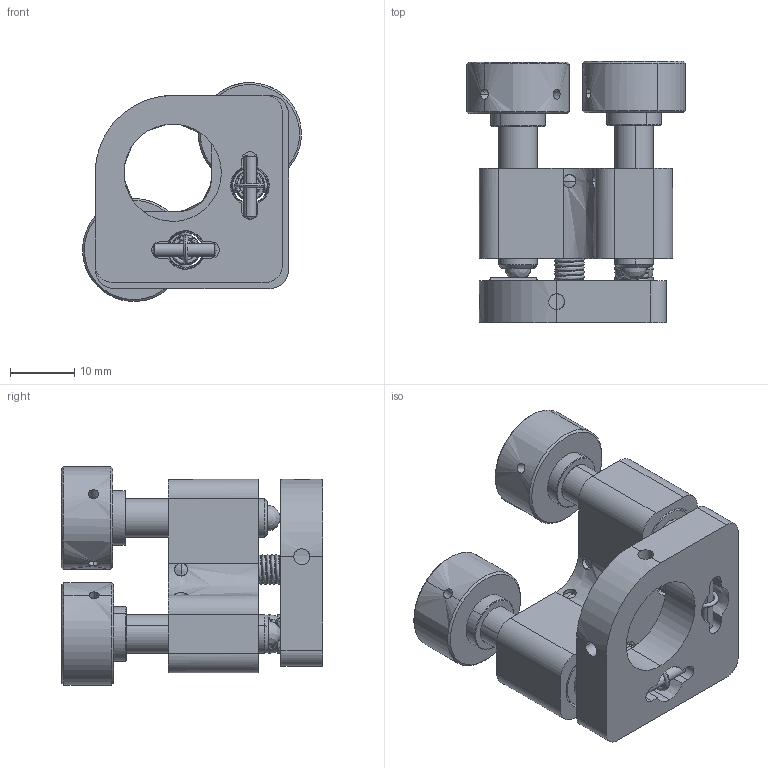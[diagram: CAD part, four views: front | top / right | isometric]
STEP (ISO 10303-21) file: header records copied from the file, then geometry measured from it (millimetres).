
FILE_DESCRIPTION(/* description */ (''),/* implementation_level */ '2;1');
FILE_NAME(/* name */ 'MMS-B',/* time_stamp */ '2021-08-20T18:19:50+03:00',/* author */ (''),/* organization */ (''),/* preprocessor_version */ 'ST-DEVELOPER v15',/* originating_system */ '',/* authorisation */ '');
FILE_SCHEMA (('AUTOMOTIVE_DESIGN'));
Products named in the file (1): Document
Bounding box: 33.99 x 40.6 x 33.98 mm (x, y, z)
Volume: 14573.8 mm3; surface area: 14762.2 mm2
Topology: 35 solids, 64 shells, 857 faces, 2413 edges, 1512 vertices
Faces by surface type: bspline 857
Entity records: 131548 total; most frequent: CARTESIAN_POINT 102424, B_SPLINE_CURVE_WITH_KNOTS 5631, ORIENTED_EDGE 4470, PCURVE 4470, DEFINITIONAL_REPRESENTATION 4470, SURFACE_CURVE 2347, EDGE_CURVE 2347, VERTEX_POINT 1496
